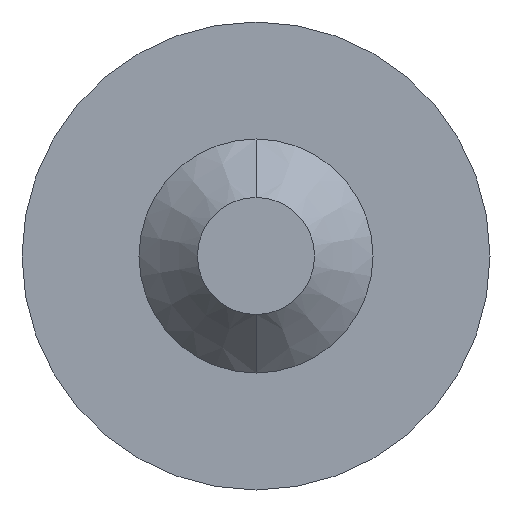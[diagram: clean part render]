
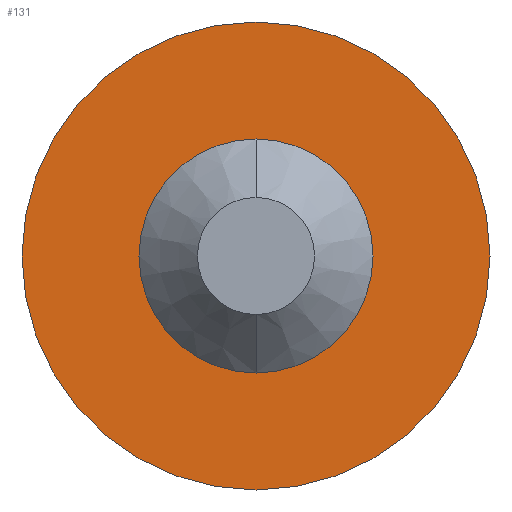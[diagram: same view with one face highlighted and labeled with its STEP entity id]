
A CAD part, front view. The second image highlights one B-rep face of the part: STEP entity #131.
In plain terms, the highlighted planar face has unit normal (0, -1, 0).
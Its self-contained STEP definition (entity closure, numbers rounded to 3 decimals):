
#48 = FACE_OUTER_BOUND ( 'NONE', #294, .T. ) ;
#49 = CIRCLE ( 'NONE', #83, 1. ) ;
#51 = AXIS2_PLACEMENT_3D ( 'NONE', #364, #82, #235 ) ;
#53 = EDGE_CURVE ( 'Defeature ausgef�hrt1_5+Defeature ausgef�hrt1_0+Defeature ausgef�hrt1_0+Defeature ausgef�hrt1_0', #291, #79, #384, .T. ) ;
#55 = DIRECTION ( 'NONE',  ( 0., 1., 0. ) ) ;
#58 = CARTESIAN_POINT ( 'NONE',  ( 0., 0., 0. ) ) ;
#73 = AXIS2_PLACEMENT_3D ( 'NONE', #387, #343, #238 ) ;
#79 = VERTEX_POINT ( 'NONE', #119 ) ;
#82 = DIRECTION ( 'NONE',  ( 0., -1., 0. ) ) ;
#83 = AXIS2_PLACEMENT_3D ( 'NONE', #121, #155, #88 ) ;
#85 = EDGE_CURVE ( 'Defeature ausgef�hrt1_5+Defeature ausgef�hrt1_3+Defeature ausgef�hrt1_3+Defeature ausgef�hrt1_3', #174, #392, #257, .T. ) ;
#88 = DIRECTION ( 'NONE',  ( 0., 0., 1. ) ) ;
#89 = EDGE_LOOP ( 'NONE', ( #383, #298 ) ) ;
#100 = CARTESIAN_POINT ( 'NONE',  ( 0., 0., -1. ) ) ;
#119 = CARTESIAN_POINT ( 'NONE',  ( 0., 0., 1. ) ) ;
#121 = CARTESIAN_POINT ( 'NONE',  ( 0., 0., 0. ) ) ;
#131 = ADVANCED_FACE ( 'Defeature ausgef�hrt1_5', ( #403, #48 ), #306, .T. ) ;
#136 = ORIENTED_EDGE ( 'NONE', *, *, #181, .T. ) ;
#143 = AXIS2_PLACEMENT_3D ( 'NONE', #58, #55, #177 ) ;
#153 = DIRECTION ( 'NONE',  ( 0., -1., 0. ) ) ;
#155 = DIRECTION ( 'NONE',  ( 0., 1., 0. ) ) ;
#174 = VERTEX_POINT ( 'NONE', #363 ) ;
#177 = DIRECTION ( 'NONE',  ( 0., 0., 1. ) ) ;
#181 = EDGE_CURVE ( 'Defeature ausgef�hrt1_5+Defeature ausgef�hrt1_3+Defeature ausgef�hrt1_3+Defeature ausgef�hrt1_3', #392, #174, #325, .T. ) ;
#182 = CARTESIAN_POINT ( 'NONE',  ( 0., 0., 0. ) ) ;
#215 = AXIS2_PLACEMENT_3D ( 'NONE', #182, #153, #275 ) ;
#235 = DIRECTION ( 'NONE',  ( 0., 0., -1. ) ) ;
#238 = DIRECTION ( 'NONE',  ( 0., 0., -1. ) ) ;
#257 = CIRCLE ( 'NONE', #51, 2. ) ;
#261 = EDGE_CURVE ( 'Defeature ausgef�hrt1_5+Defeature ausgef�hrt1_0+Defeature ausgef�hrt1_0+Defeature ausgef�hrt1_0', #79, #291, #49, .T. ) ;
#275 = DIRECTION ( 'NONE',  ( 0., 0., -1. ) ) ;
#291 = VERTEX_POINT ( 'NONE', #100 ) ;
#294 = EDGE_LOOP ( 'NONE', ( #310, #136 ) ) ;
#298 = ORIENTED_EDGE ( 'NONE', *, *, #53, .T. ) ;
#306 = PLANE ( 'NONE',  #215 ) ;
#310 = ORIENTED_EDGE ( 'NONE', *, *, #85, .T. ) ;
#325 = CIRCLE ( 'NONE', #73, 2. ) ;
#343 = DIRECTION ( 'NONE',  ( 0., -1., 0. ) ) ;
#363 = CARTESIAN_POINT ( 'NONE',  ( 0., 0., -2. ) ) ;
#364 = CARTESIAN_POINT ( 'NONE',  ( 0., 0., 0. ) ) ;
#379 = CARTESIAN_POINT ( 'NONE',  ( 0., 0., 2. ) ) ;
#383 = ORIENTED_EDGE ( 'NONE', *, *, #261, .T. ) ;
#384 = CIRCLE ( 'NONE', #143, 1. ) ;
#387 = CARTESIAN_POINT ( 'NONE',  ( 0., 0., 0. ) ) ;
#392 = VERTEX_POINT ( 'NONE', #379 ) ;
#403 = FACE_BOUND ( 'NONE', #89, .T. ) ;
